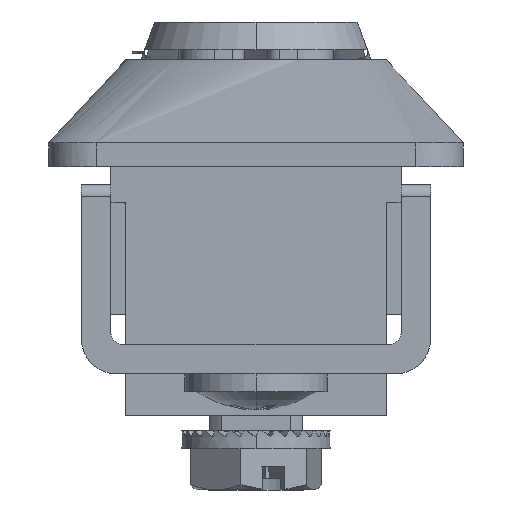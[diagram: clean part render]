
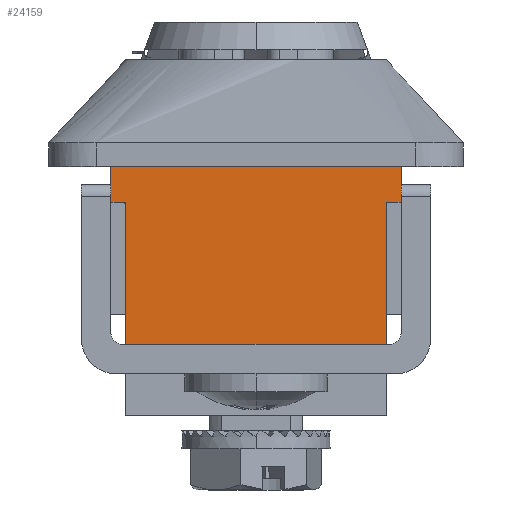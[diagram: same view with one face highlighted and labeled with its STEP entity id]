
A CAD part, left-side view. The second image highlights one B-rep face of the part: STEP entity #24159.
In plain terms, the highlighted planar face has unit normal (-1, 0, 0).
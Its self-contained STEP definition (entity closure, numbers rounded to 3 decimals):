
#411 = CARTESIAN_POINT ( 'NONE',  ( -73.75, 11., -12. ) ) ;
#500 = DIRECTION ( 'NONE',  ( 0., 1., 0. ) ) ;
#942 = VECTOR ( 'NONE', #10490, 1000. ) ;
#970 = CARTESIAN_POINT ( 'NONE',  ( -73.75, 12.25, 323.058 ) ) ;
#1387 = LINE ( 'NONE', #10529, #942 ) ;
#1901 = CARTESIAN_POINT ( 'NONE',  ( -73.75, -9.75, -12. ) ) ;
#3350 = DIRECTION ( 'NONE',  ( 0., -1., 0. ) ) ;
#4533 = CARTESIAN_POINT ( 'NONE',  ( -73.75, 11., -24. ) ) ;
#4887 = EDGE_CURVE ( 'NONE', #9615, #26215, #8130, .T. ) ;
#5359 = VERTEX_POINT ( 'NONE', #18310 ) ;
#5492 = ORIENTED_EDGE ( 'NONE', *, *, #11042, .F. ) ;
#5691 = ORIENTED_EDGE ( 'NONE', *, *, #4887, .T. ) ;
#5781 = EDGE_CURVE ( 'NONE', #30512, #5359, #1387, .T. ) ;
#6152 = EDGE_CURVE ( 'NONE', #18754, #20723, #22613, .T. ) ;
#6220 = VERTEX_POINT ( 'NONE', #31813 ) ;
#6361 = ORIENTED_EDGE ( 'NONE', *, *, #11086, .F. ) ;
#7485 = ORIENTED_EDGE ( 'NONE', *, *, #11384, .T. ) ;
#7656 = ORIENTED_EDGE ( 'NONE', *, *, #11438, .T. ) ;
#7856 = VECTOR ( 'NONE', #3350, 1000. ) ;
#8130 = LINE ( 'NONE', #1901, #7856 ) ;
#8329 = ORIENTED_EDGE ( 'NONE', *, *, #5781, .F. ) ;
#8594 = ORIENTED_EDGE ( 'NONE', *, *, #11536, .T. ) ;
#9219 = ORIENTED_EDGE ( 'NONE', *, *, #6152, .F. ) ;
#9579 = AXIS2_PLACEMENT_3D ( 'NONE', #23833, #23803, #23765 ) ;
#9615 = VERTEX_POINT ( 'NONE', #29119 ) ;
#10490 = DIRECTION ( 'NONE',  ( 0., 1., 0. ) ) ;
#10529 = CARTESIAN_POINT ( 'NONE',  ( -73.75, 11., -12. ) ) ;
#11042 = EDGE_CURVE ( 'NONE', #9615, #18754, #23266, .T. ) ;
#11086 = EDGE_CURVE ( 'NONE', #28358, #26215, #23147, .T. ) ;
#11384 = EDGE_CURVE ( 'NONE', #28358, #6220, #22424, .T. ) ;
#11438 = EDGE_CURVE ( 'NONE', #6220, #5359, #22161, .T. ) ;
#11536 = EDGE_CURVE ( 'NONE', #30512, #20723, #21966, .T. ) ;
#11913 = EDGE_LOOP ( 'NONE', ( #5492, #5691, #6361, #7485, #7656, #8329, #8594, #9219 ) ) ;
#12278 = CARTESIAN_POINT ( 'NONE',  ( -73.75, -12.25, 304.058 ) ) ;
#12641 = CARTESIAN_POINT ( 'NONE',  ( -73.75, -11., -24. ) ) ;
#13549 = DIRECTION ( 'NONE',  ( 0., 0., -1. ) ) ;
#13594 = CARTESIAN_POINT ( 'NONE',  ( -73.75, -11., 304.058 ) ) ;
#14571 = DIRECTION ( 'NONE',  ( 0., 0., -1. ) ) ;
#16176 = CARTESIAN_POINT ( 'NONE',  ( -73.75, -12.25, -9. ) ) ;
#18310 = CARTESIAN_POINT ( 'NONE',  ( -73.75, 12.25, -12. ) ) ;
#18754 = VERTEX_POINT ( 'NONE', #12641 ) ;
#19913 = CARTESIAN_POINT ( 'NONE',  ( -73.75, 11., -24. ) ) ;
#20723 = VERTEX_POINT ( 'NONE', #19913 ) ;
#21855 = VECTOR ( 'NONE', #500, 1000. ) ;
#21966 = LINE ( 'NONE', #30339, #22000 ) ;
#22000 = VECTOR ( 'NONE', #30582, 1000. ) ;
#22155 = VECTOR ( 'NONE', #31572, 1000. ) ;
#22161 = LINE ( 'NONE', #970, #22155 ) ;
#22295 = VECTOR ( 'NONE', #31196, 1000. ) ;
#22424 = LINE ( 'NONE', #31517, #22295 ) ;
#22613 = LINE ( 'NONE', #4533, #21855 ) ;
#23054 = CARTESIAN_POINT ( 'NONE',  ( -73.75, -12.25, -12. ) ) ;
#23147 = LINE ( 'NONE', #12278, #23172 ) ;
#23172 = VECTOR ( 'NONE', #14571, 1000. ) ;
#23266 = LINE ( 'NONE', #13594, #23334 ) ;
#23334 = VECTOR ( 'NONE', #13549, 1000. ) ;
#23765 = DIRECTION ( 'NONE',  ( 0., 1., 0. ) ) ;
#23803 = DIRECTION ( 'NONE',  ( 1., 0., 0. ) ) ;
#23833 = CARTESIAN_POINT ( 'NONE',  ( -73.75, 11., 304.058 ) ) ;
#24158 = PLANE ( 'NONE',  #9579 ) ;
#24159 = ADVANCED_FACE ( 'NONE', ( #32645 ), #24158, .F. ) ;
#26215 = VERTEX_POINT ( 'NONE', #23054 ) ;
#28358 = VERTEX_POINT ( 'NONE', #16176 ) ;
#29119 = CARTESIAN_POINT ( 'NONE',  ( -73.75, -11., -12. ) ) ;
#30339 = CARTESIAN_POINT ( 'NONE',  ( -73.75, 11., 133.529 ) ) ;
#30512 = VERTEX_POINT ( 'NONE', #411 ) ;
#30582 = DIRECTION ( 'NONE',  ( 0., 0., -1. ) ) ;
#31196 = DIRECTION ( 'NONE',  ( 0., 1., 0. ) ) ;
#31517 = CARTESIAN_POINT ( 'NONE',  ( -73.75, -13.5, -9. ) ) ;
#31572 = DIRECTION ( 'NONE',  ( 0., 0., -1. ) ) ;
#31813 = CARTESIAN_POINT ( 'NONE',  ( -73.75, 12.25, -9. ) ) ;
#32645 = FACE_OUTER_BOUND ( 'NONE', #11913, .T. ) ;
